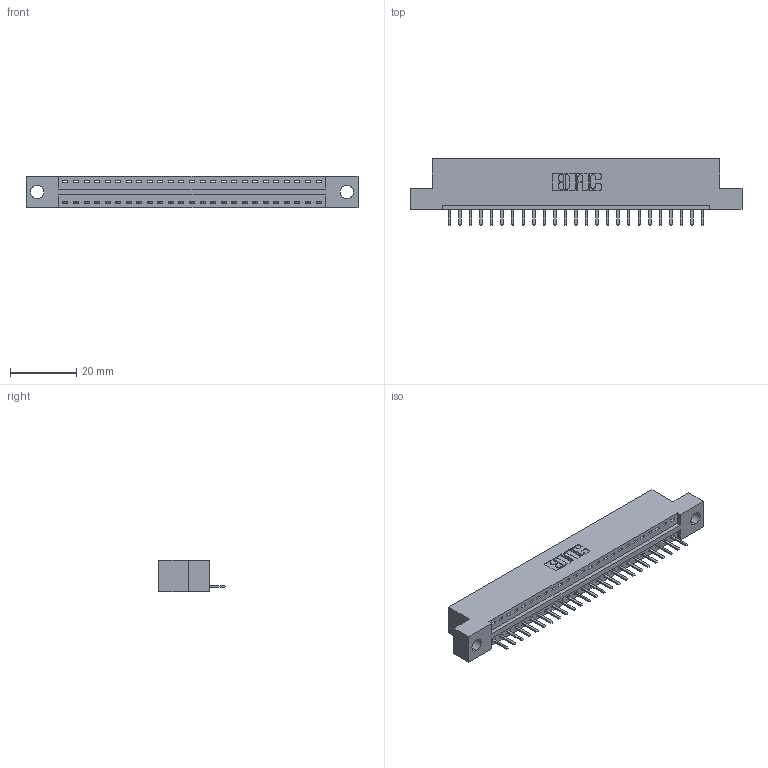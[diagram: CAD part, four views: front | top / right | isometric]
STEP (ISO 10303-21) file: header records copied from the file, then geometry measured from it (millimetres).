
FILE_DESCRIPTION (( 'STEP AP203' ), '1' );
FILE_NAME ('346-025-520-104.STEP', '2022-05-06T00:06:54', ( '' ), ( '' ), 'SwSTEP 2.0', 'SolidWorks 2020', '' );
FILE_SCHEMA (( 'CONFIG_CONTROL_DESIGN' ));
Length unit declared in the file: inch
Products named in the file (3): 346-025-520-104; 346 Part_Flush Mounting Lugs - 0.156 Dia-TH; 345-292-001_345-293-120
Assembly tree (26 placements, depth 2):
  346-025-520-104
    346 Part_Flush Mounting Lugs - 0.156 Dia-TH
    345-292-001_345-293-120  x25
Bounding box: 99.95 x 20.02 x 9.4 mm (x, y, z)
Volume: 9272.3 mm3; surface area: 11003 mm2
Topology: 26 solids, 26 shells, 1686 faces, 4965 edges, 3242 vertices
Faces by surface type: plane 1140, cylinder 546
Entity records: 18337 total; most frequent: CARTESIAN_POINT 3169, ORIENTED_EDGE 3114, DIRECTION 2803, EDGE_CURVE 1557, VECTOR 1321, LINE 1321, VERTEX_POINT 1034, AXIS2_PLACEMENT_3D 741
